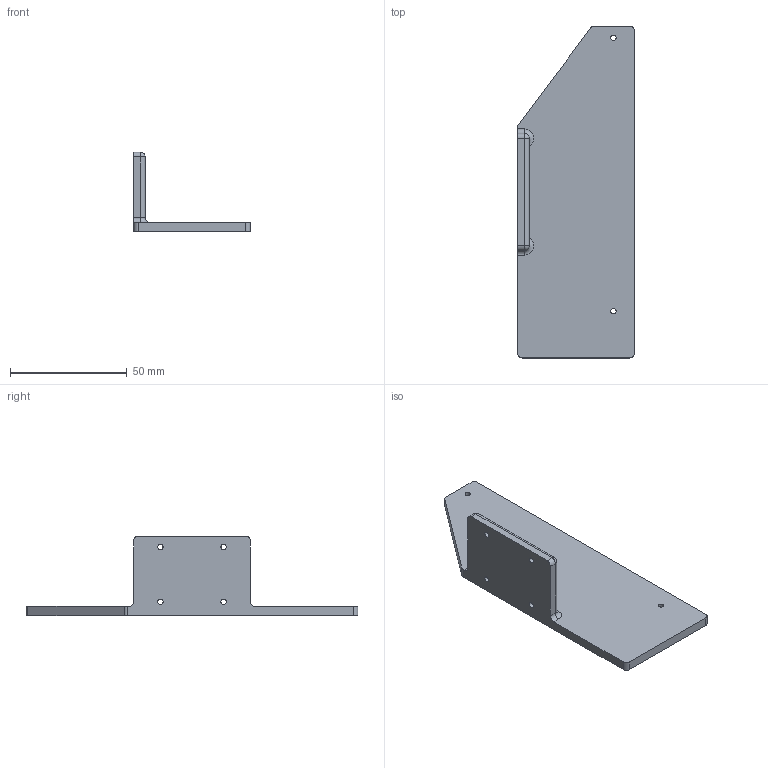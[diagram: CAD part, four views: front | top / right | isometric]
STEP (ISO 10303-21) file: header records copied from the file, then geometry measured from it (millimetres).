
FILE_DESCRIPTION(/* description */ (''),/* implementation_level */ '2;1');
FILE_NAME(/* name */ 'base_v2.stp',/* time_stamp */ '2024-03-08T14:00:09+01:00',/* author */ (''),/* organization */ (''),/* preprocessor_version */ 'ST-DEVELOPER v16',/* originating_system */ 'SIEMENS PLM Software NX 11.0',/* authorisation */ '');
FILE_SCHEMA (('AUTOMOTIVE_DESIGN { 1 0 10303 214 3 1 1 1 }'));
Length unit declared in the file: millimetre
Products named in the file (1): base_v2
Bounding box: 50 x 142 x 34 mm (x, y, z)
Volume: 32961.8 mm3; surface area: 17609.5 mm2
Topology: 1 solids, 1 shells, 33 faces, 93 edges, 60 vertices
Faces by surface type: cylinder 18, plane 11, torus 2, sphere 2
Full cylindrical faces by diameter (mm): 2.3 x6
Entity records: 1051 total; most frequent: CARTESIAN_POINT 191, DIRECTION 183, ORIENTED_EDGE 158, EDGE_CURVE 79, AXIS2_PLACEMENT_3D 72, VERTEX_POINT 54, EDGE_LOOP 51, LINE 39
